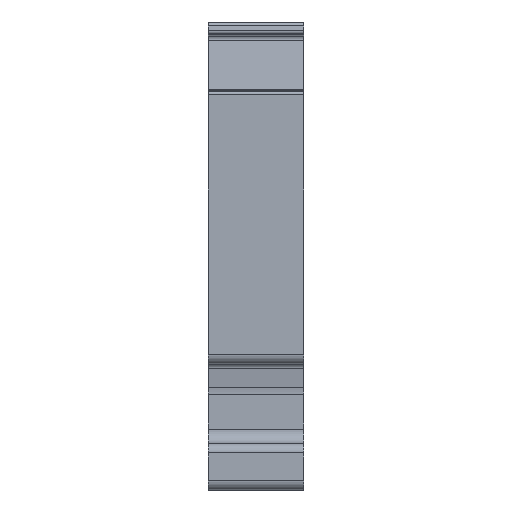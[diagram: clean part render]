
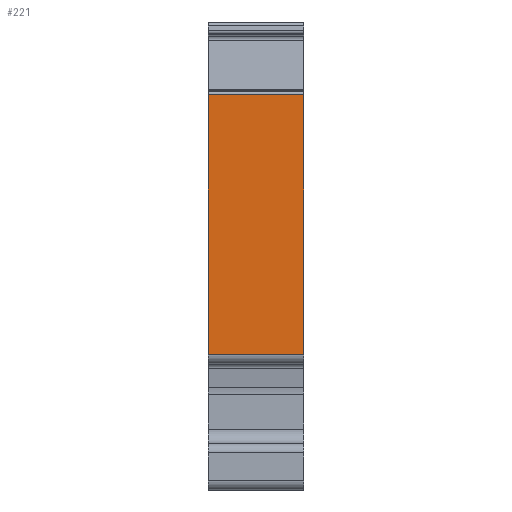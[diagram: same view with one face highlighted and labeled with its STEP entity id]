
A CAD part, left-side view. The second image highlights one B-rep face of the part: STEP entity #221.
In plain terms, the highlighted planar face has unit normal (-1, 0, 0).
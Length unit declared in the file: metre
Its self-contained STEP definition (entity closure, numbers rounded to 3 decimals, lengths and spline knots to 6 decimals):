
#221 = ADVANCED_FACE( '', ( #616 ), #617, .F. );
#616 = FACE_OUTER_BOUND( '', #1105, .T. );
#617 = PLANE( '', #1106 );
#1105 = EDGE_LOOP( '', ( #2531, #2532, #2533, #2534 ) );
#1106 = AXIS2_PLACEMENT_3D( '', #2535, #2536, #2537 );
#2531 = ORIENTED_EDGE( '', *, *, #3840, .T. );
#2532 = ORIENTED_EDGE( '', *, *, #3841, .F. );
#2533 = ORIENTED_EDGE( '', *, *, #3398, .F. );
#2534 = ORIENTED_EDGE( '', *, *, #3842, .T. );
#2535 = CARTESIAN_POINT( '', ( -0.0642, -0.01015, -0.0313 ) );
#2536 = DIRECTION( '', ( 1., 0., 0. ) );
#2537 = DIRECTION( '', ( 0., 1., 0. ) );
#3398 = EDGE_CURVE( '', #4126, #4128, #4129, .F. );
#3840 = EDGE_CURVE( '', #4881, #4882, #4883, .F. );
#3841 = EDGE_CURVE( '', #4128, #4882, #4884, .T. );
#3842 = EDGE_CURVE( '', #4126, #4881, #4885, .T. );
#4126 = VERTEX_POINT( '', #5267 );
#4128 = VERTEX_POINT( '', #5269 );
#4129 = LINE( '', #5270, #5271 );
#4881 = VERTEX_POINT( '', #6408 );
#4882 = VERTEX_POINT( '', #6409 );
#4883 = LINE( '', #6410, #6411 );
#4884 = LINE( '', #6412, #6413 );
#4885 = LINE( '', #6414, #6415 );
#5267 = CARTESIAN_POINT( '', ( -0.0642, 0., -0.03525 ) );
#5269 = CARTESIAN_POINT( '', ( -0.0642, 0., -0.0077 ) );
#5270 = CARTESIAN_POINT( '', ( -0.0642, 0., -0.0496 ) );
#5271 = VECTOR( '', #6860, 1. );
#6408 = CARTESIAN_POINT( '', ( -0.0642, -0.01015, -0.03525 ) );
#6409 = CARTESIAN_POINT( '', ( -0.0642, -0.01015, -0.0077 ) );
#6410 = CARTESIAN_POINT( '', ( -0.0642, -0.01015, -0.0313 ) );
#6411 = VECTOR( '', #7424, 1. );
#6412 = CARTESIAN_POINT( '', ( -0.0642, 0.074473, -0.0077 ) );
#6413 = VECTOR( '', #7425, 1. );
#6414 = CARTESIAN_POINT( '', ( -0.0642, -0.01015, -0.03525 ) );
#6415 = VECTOR( '', #7426, 1. );
#6860 = DIRECTION( '', ( 0., 0., -1. ) );
#7424 = DIRECTION( '', ( 0., 0., -1. ) );
#7425 = DIRECTION( '', ( 0., -1., 0. ) );
#7426 = DIRECTION( '', ( 0., -1., 0. ) );
